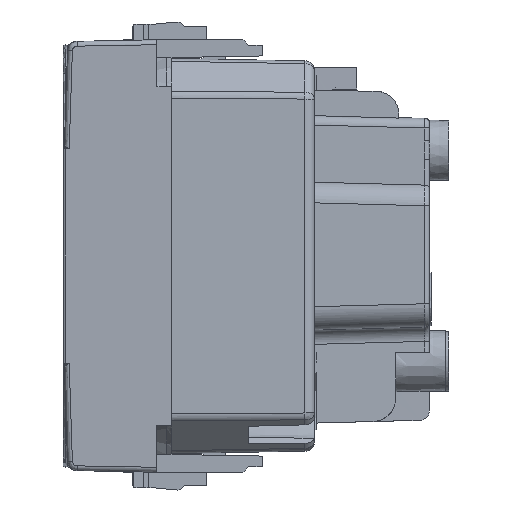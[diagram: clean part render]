
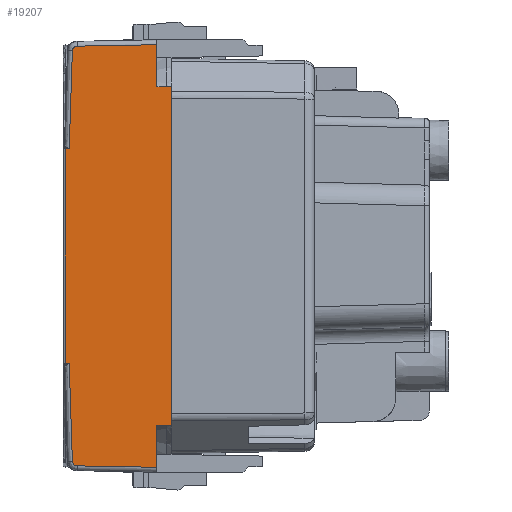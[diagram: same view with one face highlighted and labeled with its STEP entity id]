
A CAD part, left-side view. The second image highlights one B-rep face of the part: STEP entity #19207.
In plain terms, the highlighted face is planar.
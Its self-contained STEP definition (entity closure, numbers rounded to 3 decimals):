
#740 = CARTESIAN_POINT ( 'NONE',  ( -22.208, 11.3, 11.003 ) ) ;
#1080 = ORIENTED_EDGE ( 'NONE', *, *, #177086, .T. ) ;
#1135 = ORIENTED_EDGE ( 'NONE', *, *, #57418, .T. ) ;
#1641 = VECTOR ( 'NONE', #70975, 1000. ) ;
#2017 = LINE ( 'NONE', #38724, #134711 ) ;
#2505 = DIRECTION ( 'NONE',  ( 0., 1., 0. ) ) ;
#3251 = LINE ( 'NONE', #7814, #148721 ) ;
#5697 = CARTESIAN_POINT ( 'NONE',  ( -22.4, 0., 0. ) ) ;
#7814 = CARTESIAN_POINT ( 'NONE',  ( -22.393, 21.893, 0.382 ) ) ;
#12658 = CARTESIAN_POINT ( 'NONE',  ( -22.4, 17.5, 0. ) ) ;
#14295 = EDGE_CURVE ( 'NONE', #159774, #65683, #3251, .T. ) ;
#15879 = DIRECTION ( 'NONE',  ( 0.017, 0., 1. ) ) ;
#16524 = CARTESIAN_POINT ( 'NONE',  ( -22.217, -14.485, 10.511 ) ) ;
#18608 = EDGE_CURVE ( 'NONE', #142589, #47808, #153082, .T. ) ;
#18771 = CARTESIAN_POINT ( 'NONE',  ( -22.4, -17.5, 0. ) ) ;
#18867 = LINE ( 'NONE', #5697, #1641 ) ;
#19207 = ADVANCED_FACE ( 'NONE', ( #103941 ), #74284, .T. ) ;
#21107 =( BOUNDED_CURVE ( )  B_SPLINE_CURVE ( 3, ( #138591, #85516, #45416, #151730 ),
 .UNSPECIFIED., .F., .F. ) 
 B_SPLINE_CURVE_WITH_KNOTS ( ( 4, 4 ),
 ( 0.022, 0.042 ),
 .UNSPECIFIED. ) 
 CURVE ( )  GEOMETRIC_REPRESENTATION_ITEM ( )  RATIONAL_B_SPLINE_CURVE ( ( 1., 1., 1., 1. ) ) 
 REPRESENTATION_ITEM ( '' )  );
#22647 = EDGE_CURVE ( 'NONE', #65683, #122906, #43142, .T. ) ;
#24592 =( BOUNDED_CURVE ( )  B_SPLINE_CURVE ( 3, ( #177389, #26979, #41914, #80266 ),
 .UNSPECIFIED., .F., .T. ) 
 B_SPLINE_CURVE_WITH_KNOTS ( ( 4, 4 ),
 ( 0.042, 1.553 ),
 .UNSPECIFIED. ) 
 CURVE ( )  GEOMETRIC_REPRESENTATION_ITEM ( )  RATIONAL_B_SPLINE_CURVE ( ( 1., 0.819, 0.819, 1. ) ) 
 REPRESENTATION_ITEM ( '' )  );
#26097 = VERTEX_POINT ( 'NONE', #97234 ) ;
#26598 = VERTEX_POINT ( 'NONE', #63164 ) ;
#26979 = CARTESIAN_POINT ( 'NONE',  ( -22.221, 21.53, 10.246 ) ) ;
#29379 = ORIENTED_EDGE ( 'NONE', *, *, #22647, .T. ) ;
#33656 = EDGE_CURVE ( 'NONE', #133707, #129006, #60577, .T. ) ;
#33780 = VERTEX_POINT ( 'NONE', #152016 ) ;
#38610 = DIRECTION ( 'NONE',  ( 0., 1., 0. ) ) ;
#38724 = CARTESIAN_POINT ( 'NONE',  ( -22.4, -11.1, 0. ) ) ;
#39206 = CARTESIAN_POINT ( 'NONE',  ( -22.374, 0., 1.5 ) ) ;
#41914 = CARTESIAN_POINT ( 'NONE',  ( -22.225, 21.725, 10.047 ) ) ;
#43142 = LINE ( 'NONE', #147817, #147848 ) ;
#44419 = EDGE_CURVE ( 'NONE', #26598, #26097, #21107, .T. ) ;
#44573 = ORIENTED_EDGE ( 'NONE', *, *, #14295, .T. ) ;
#45416 = CARTESIAN_POINT ( 'NONE',  ( -22.218, 17.868, 10.402 ) ) ;
#45441 = EDGE_CURVE ( 'NONE', #33780, #26598, #84784, .T. ) ;
#45997 = CARTESIAN_POINT ( 'NONE',  ( -22.374, 21.874, 1.5 ) ) ;
#46052 = VERTEX_POINT ( 'NONE', #18771 ) ;
#47198 = LINE ( 'NONE', #740, #81507 ) ;
#47285 = DIRECTION ( 'NONE',  ( 0.017, 0., 1. ) ) ;
#47808 = VERTEX_POINT ( 'NONE', #65207 ) ;
#48503 = ORIENTED_EDGE ( 'NONE', *, *, #44419, .T. ) ;
#49887 = LINE ( 'NONE', #146396, #56414 ) ;
#51506 = EDGE_CURVE ( 'NONE', #133707, #142589, #49887, .T. ) ;
#54474 = CARTESIAN_POINT ( 'NONE',  ( -22.23, -21.73, 9.767 ) ) ;
#55262 = CARTESIAN_POINT ( 'NONE',  ( -22.4, 17.5, 0. ) ) ;
#56414 = VECTOR ( 'NONE', #160691, 1000. ) ;
#57315 = CARTESIAN_POINT ( 'NONE',  ( -22.218, -17.868, 10.402 ) ) ;
#57418 = EDGE_CURVE ( 'NONE', #47808, #64103, #90062, .T. ) ;
#60413 = LINE ( 'NONE', #63545, #141751 ) ;
#60577 = LINE ( 'NONE', #39206, #116116 ) ;
#62559 = CARTESIAN_POINT ( 'NONE',  ( -22.374, -21.874, 1.5 ) ) ;
#63164 = CARTESIAN_POINT ( 'NONE',  ( -22.215, 11.1, 10.586 ) ) ;
#63545 = CARTESIAN_POINT ( 'NONE',  ( -22.4, -17.5, 0. ) ) ;
#64103 = VERTEX_POINT ( 'NONE', #66031 ) ;
#65207 = CARTESIAN_POINT ( 'NONE',  ( -22.221, -21.251, 10.258 ) ) ;
#65683 = VERTEX_POINT ( 'NONE', #45997 ) ;
#66031 = CARTESIAN_POINT ( 'NONE',  ( -22.215, -11.1, 10.586 ) ) ;
#67555 = CARTESIAN_POINT ( 'NONE',  ( -22.221, -21.251, 10.258 ) ) ;
#68161 = CARTESIAN_POINT ( 'NONE',  ( -22.4, 11.1, 0. ) ) ;
#68250 = CARTESIAN_POINT ( 'NONE',  ( -22.221, -21.53, 10.246 ) ) ;
#69378 = CARTESIAN_POINT ( 'NONE',  ( -22.208, -11.1, 11.003 ) ) ;
#70975 = DIRECTION ( 'NONE',  ( 0., -1., 0. ) ) ;
#71073 = CARTESIAN_POINT ( 'NONE',  ( -22.215, -11.1, 10.586 ) ) ;
#72427 = ORIENTED_EDGE ( 'NONE', *, *, #162359, .T. ) ;
#73753 = ORIENTED_EDGE ( 'NONE', *, *, #51506, .T. ) ;
#74284 = PLANE ( 'NONE',  #133489 ) ;
#77313 = DIRECTION ( 'NONE',  ( 0.017, 0., 1. ) ) ;
#80266 = CARTESIAN_POINT ( 'NONE',  ( -22.23, 21.73, 9.767 ) ) ;
#81507 = VECTOR ( 'NONE', #2505, 1000. ) ;
#84489 = VECTOR ( 'NONE', #122157, 1000. ) ;
#84784 = LINE ( 'NONE', #68161, #144480 ) ;
#85516 = CARTESIAN_POINT ( 'NONE',  ( -22.217, 14.485, 10.511 ) ) ;
#87987 = DIRECTION ( 'NONE',  ( -1., 0., 0.017 ) ) ;
#88004 = CARTESIAN_POINT ( 'NONE',  ( -22.374, 17.5, 1.5 ) ) ;
#89584 = ORIENTED_EDGE ( 'NONE', *, *, #175719, .T. ) ;
#90062 =( BOUNDED_CURVE ( )  B_SPLINE_CURVE ( 3, ( #67555, #57315, #16524, #71073 ),
 .UNSPECIFIED., .F., .F. ) 
 B_SPLINE_CURVE_WITH_KNOTS ( ( 4, 4 ),
 ( 6.241, 6.261 ),
 .UNSPECIFIED. ) 
 CURVE ( )  GEOMETRIC_REPRESENTATION_ITEM ( )  RATIONAL_B_SPLINE_CURVE ( ( 1., 1., 1., 1. ) ) 
 REPRESENTATION_ITEM ( '' )  );
#92552 = CARTESIAN_POINT ( 'NONE',  ( -22.374, -17.5, 1.5 ) ) ;
#95749 = CARTESIAN_POINT ( 'NONE',  ( -22.221, -21.251, 10.258 ) ) ;
#97234 = CARTESIAN_POINT ( 'NONE',  ( -22.221, 21.251, 10.258 ) ) ;
#97422 = DIRECTION ( 'NONE',  ( -0.017, 0., -1. ) ) ;
#103941 = FACE_OUTER_BOUND ( 'NONE', #160324, .T. ) ;
#110837 = ORIENTED_EDGE ( 'NONE', *, *, #18608, .T. ) ;
#114781 = ORIENTED_EDGE ( 'NONE', *, *, #115445, .T. ) ;
#115445 = EDGE_CURVE ( 'NONE', #26097, #159774, #24592, .T. ) ;
#116116 = VECTOR ( 'NONE', #38610, 1000. ) ;
#117570 = VERTEX_POINT ( 'NONE', #55262 ) ;
#119122 = DIRECTION ( 'NONE',  ( -0.017, 0.017, -1. ) ) ;
#119333 = EDGE_CURVE ( 'NONE', #64103, #127047, #2017, .T. ) ;
#120824 = LINE ( 'NONE', #12658, #84489 ) ;
#122157 = DIRECTION ( 'NONE',  ( -0.017, 0., -1. ) ) ;
#122202 = DIRECTION ( 'NONE',  ( 0., -1., 0. ) ) ;
#122906 = VERTEX_POINT ( 'NONE', #88004 ) ;
#123916 = ORIENTED_EDGE ( 'NONE', *, *, #45441, .T. ) ;
#127047 = VERTEX_POINT ( 'NONE', #69378 ) ;
#129006 = VERTEX_POINT ( 'NONE', #92552 ) ;
#133489 = AXIS2_PLACEMENT_3D ( 'NONE', #171363, #87987, #47285 ) ;
#133563 = CARTESIAN_POINT ( 'NONE',  ( -22.23, -21.73, 9.767 ) ) ;
#133707 = VERTEX_POINT ( 'NONE', #62559 ) ;
#134711 = VECTOR ( 'NONE', #15879, 1000. ) ;
#138591 = CARTESIAN_POINT ( 'NONE',  ( -22.215, 11.1, 10.586 ) ) ;
#141751 = VECTOR ( 'NONE', #77313, 1000. ) ;
#142589 = VERTEX_POINT ( 'NONE', #133563 ) ;
#143396 = ORIENTED_EDGE ( 'NONE', *, *, #33656, .F. ) ;
#144480 = VECTOR ( 'NONE', #97422, 1000. ) ;
#146396 = CARTESIAN_POINT ( 'NONE',  ( -22.393, -21.893, 0.382 ) ) ;
#147817 = CARTESIAN_POINT ( 'NONE',  ( -22.374, 0., 1.5 ) ) ;
#147848 = VECTOR ( 'NONE', #122202, 1000. ) ;
#148721 = VECTOR ( 'NONE', #119122, 1000. ) ;
#151730 = CARTESIAN_POINT ( 'NONE',  ( -22.221, 21.251, 10.258 ) ) ;
#152016 = CARTESIAN_POINT ( 'NONE',  ( -22.208, 11.1, 11.003 ) ) ;
#153082 =( BOUNDED_CURVE ( )  B_SPLINE_CURVE ( 3, ( #54474, #177323, #68250, #95749 ),
 .UNSPECIFIED., .F., .F. ) 
 B_SPLINE_CURVE_WITH_KNOTS ( ( 4, 4 ),
 ( 4.73, 6.241 ),
 .UNSPECIFIED. ) 
 CURVE ( )  GEOMETRIC_REPRESENTATION_ITEM ( )  RATIONAL_B_SPLINE_CURVE ( ( 1., 0.819, 0.819, 1. ) ) 
 REPRESENTATION_ITEM ( '' )  );
#157664 = CARTESIAN_POINT ( 'NONE',  ( -22.23, 21.73, 9.767 ) ) ;
#159774 = VERTEX_POINT ( 'NONE', #157664 ) ;
#160324 = EDGE_LOOP ( 'NONE', ( #29379, #72427, #175246, #89584, #143396, #73753, #110837, #1135, #171885, #1080, #123916, #48503, #114781, #44573 ) ) ;
#160691 = DIRECTION ( 'NONE',  ( 0.017, 0.017, 1. ) ) ;
#162359 = EDGE_CURVE ( 'NONE', #122906, #117570, #120824, .T. ) ;
#168079 = EDGE_CURVE ( 'NONE', #117570, #46052, #18867, .T. ) ;
#171363 = CARTESIAN_POINT ( 'NONE',  ( -22.4, 0., 0. ) ) ;
#171885 = ORIENTED_EDGE ( 'NONE', *, *, #119333, .T. ) ;
#175246 = ORIENTED_EDGE ( 'NONE', *, *, #168079, .T. ) ;
#175719 = EDGE_CURVE ( 'NONE', #46052, #129006, #60413, .T. ) ;
#177086 = EDGE_CURVE ( 'NONE', #127047, #33780, #47198, .T. ) ;
#177323 = CARTESIAN_POINT ( 'NONE',  ( -22.225, -21.725, 10.047 ) ) ;
#177389 = CARTESIAN_POINT ( 'NONE',  ( -22.221, 21.251, 10.258 ) ) ;
